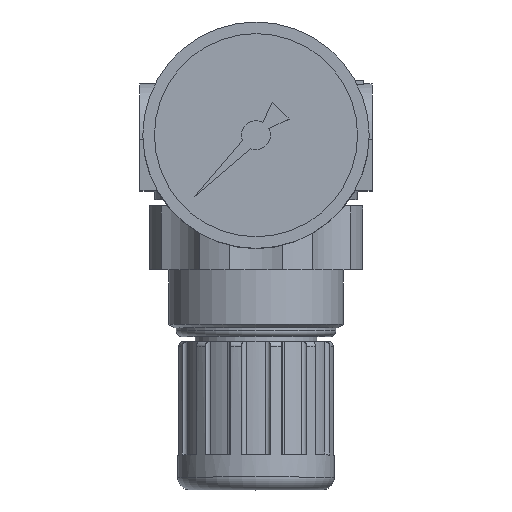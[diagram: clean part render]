
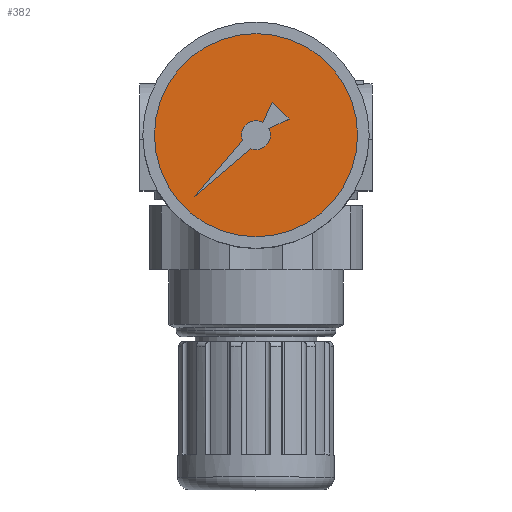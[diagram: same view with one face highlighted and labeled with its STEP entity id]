
A CAD part, top view. The second image highlights one B-rep face of the part: STEP entity #382.
In plain terms, the highlighted planar face has unit normal (0, 0, 1).
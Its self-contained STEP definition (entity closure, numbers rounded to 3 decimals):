
#382 = ADVANCED_FACE( '', ( #865, #866 ), #867, .F. );
#865 = FACE_OUTER_BOUND( '', #1467, .T. );
#866 = FACE_BOUND( '', #1468, .T. );
#867 = PLANE( '', #1469 );
#1467 = EDGE_LOOP( '', ( #2448 ) );
#1468 = EDGE_LOOP( '', ( #2449, #2450, #2451, #2452, #2453, #2454, #2455 ) );
#1469 = AXIS2_PLACEMENT_3D( '', #2456, #2457, #2458 );
#2448 = ORIENTED_EDGE( '', *, *, #3757, .F. );
#2449 = ORIENTED_EDGE( '', *, *, #3544, .F. );
#2450 = ORIENTED_EDGE( '', *, *, #3751, .F. );
#2451 = ORIENTED_EDGE( '', *, *, #3758, .F. );
#2452 = ORIENTED_EDGE( '', *, *, #3680, .F. );
#2453 = ORIENTED_EDGE( '', *, *, #3759, .F. );
#2454 = ORIENTED_EDGE( '', *, *, #3760, .F. );
#2455 = ORIENTED_EDGE( '', *, *, #3761, .F. );
#2456 = CARTESIAN_POINT( '', ( 0., 0., 41. ) );
#2457 = DIRECTION( '', ( 0., 0., -1. ) );
#2458 = DIRECTION( '', ( -1., 0., 0. ) );
#3544 = EDGE_CURVE( '', #4257, #4258, #4259, .T. );
#3680 = EDGE_CURVE( '', #4484, #4485, #4486, .T. );
#3751 = EDGE_CURVE( '', #4593, #4257, #4595, .F. );
#3757 = EDGE_CURVE( '', #4601, #4601, #4602, .T. );
#3758 = EDGE_CURVE( '', #4485, #4593, #4603, .T. );
#3759 = EDGE_CURVE( '', #4604, #4484, #4605, .T. );
#3760 = EDGE_CURVE( '', #4606, #4604, #4607, .T. );
#3761 = EDGE_CURVE( '', #4258, #4606, #4608, .T. );
#4257 = VERTEX_POINT( '', #5470 );
#4258 = VERTEX_POINT( '', #5471 );
#4259 = LINE( '', #5472, #5473 );
#4484 = VERTEX_POINT( '', #5870 );
#4485 = VERTEX_POINT( '', #5871 );
#4486 = LINE( '', #5872, #5873 );
#4593 = VERTEX_POINT( '', #6139 );
#4595 = CIRCLE( '', #6142, 2.5 );
#4601 = VERTEX_POINT( '', #6149 );
#4602 = CIRCLE( '', #6150, 17.5 );
#4603 = LINE( '', #6151, #6152 );
#4604 = VERTEX_POINT( '', #6153 );
#4605 = CIRCLE( '', #6154, 2.5 );
#4606 = VERTEX_POINT( '', #6155 );
#4607 = LINE( '', #6156, #6157 );
#4608 = LINE( '', #6158, #6159 );
#5470 = CARTESIAN_POINT( '', ( -2.217, -1.156, 41. ) );
#5471 = CARTESIAN_POINT( '', ( -5.703, -2.782, 41. ) );
#5472 = CARTESIAN_POINT( '', ( -2.217, -1.156, 41. ) );
#5473 = VECTOR( '', #6787, 1000. );
#5870 = CARTESIAN_POINT( '', ( 2.327, 0.913, 41. ) );
#5871 = CARTESIAN_POINT( '', ( 10.607, 10.607, 41. ) );
#5872 = CARTESIAN_POINT( '', ( 2.327, 0.913, 41. ) );
#5873 = VECTOR( '', #6979, 1000. );
#6139 = CARTESIAN_POINT( '', ( 0.913, 2.327, 41. ) );
#6142 = AXIS2_PLACEMENT_3D( '', #7055, #7056, #7057 );
#6149 = CARTESIAN_POINT( '', ( -17.5, 0., 41. ) );
#6150 = AXIS2_PLACEMENT_3D( '', #7065, #7066, #7067 );
#6151 = CARTESIAN_POINT( '', ( 10.607, 10.607, 41. ) );
#6152 = VECTOR( '', #7068, 1000. );
#6153 = CARTESIAN_POINT( '', ( -1.156, -2.217, 41. ) );
#6154 = AXIS2_PLACEMENT_3D( '', #7069, #7070, #7071 );
#6155 = CARTESIAN_POINT( '', ( -2.782, -5.703, 41. ) );
#6156 = CARTESIAN_POINT( '', ( -2.782, -5.703, 41. ) );
#6157 = VECTOR( '', #7072, 1000. );
#6158 = CARTESIAN_POINT( '', ( -5.703, -2.782, 41. ) );
#6159 = VECTOR( '', #7073, 1000. );
#6787 = DIRECTION( '', ( -0.906, -0.423, 0. ) );
#6979 = DIRECTION( '', ( 0.649, 0.76, 0. ) );
#7055 = CARTESIAN_POINT( '', ( 0., 0., 41. ) );
#7056 = DIRECTION( '', ( 0., 0., -1. ) );
#7057 = DIRECTION( '', ( -1., 0., 0. ) );
#7065 = CARTESIAN_POINT( '', ( 0., 0., 41. ) );
#7066 = DIRECTION( '', ( 0., 0., -1. ) );
#7067 = DIRECTION( '', ( -1., 0., 0. ) );
#7068 = DIRECTION( '', ( -0.76, -0.649, 0. ) );
#7069 = CARTESIAN_POINT( '', ( 0., 0., 41. ) );
#7070 = DIRECTION( '', ( 0., 0., 1. ) );
#7071 = DIRECTION( '', ( 1., 0., 0. ) );
#7072 = DIRECTION( '', ( 0.423, 0.906, 0. ) );
#7073 = DIRECTION( '', ( 0.707, -0.707, 0. ) );
